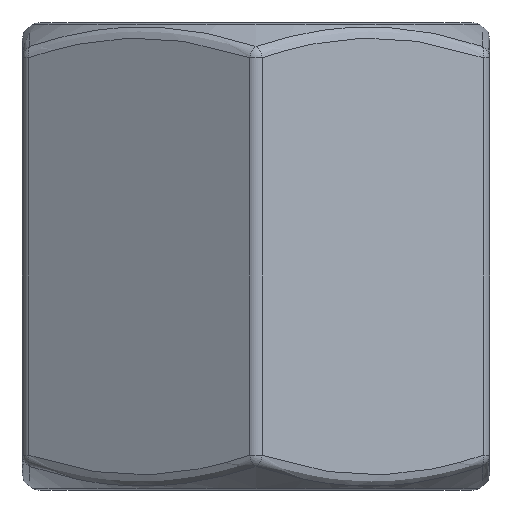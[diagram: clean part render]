
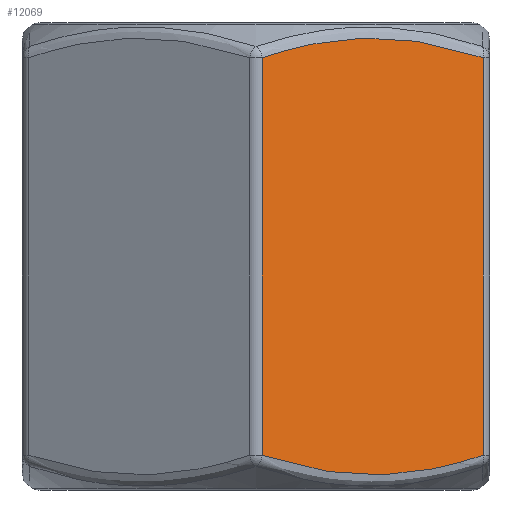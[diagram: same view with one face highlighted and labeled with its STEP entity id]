
A CAD part, front view. The second image highlights one B-rep face of the part: STEP entity #12069.
In plain terms, the highlighted planar face has unit normal (0.5, -0.866, 0).
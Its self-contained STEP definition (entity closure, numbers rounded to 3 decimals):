
#256 = CARTESIAN_POINT ( 'NONE',  ( 8.75, -5.34, 0. ) ) ;
#327 = VECTOR ( 'NONE', #5499, 1000. ) ;
#690 = EDGE_CURVE ( 'NONE', #8826, #7316, #2003, .T. ) ;
#1246 = CARTESIAN_POINT ( 'NONE',  ( 0., -10.392, 0. ) ) ;
#1314 = CARTESIAN_POINT ( 'NONE',  ( 5.213, -7.382, 17.423 ) ) ;
#1384 = CARTESIAN_POINT ( 'NONE',  ( 8.057, -5.741, 16.895 ) ) ;
#1640 = CARTESIAN_POINT ( 'NONE',  ( 8.056, -5.741, 1.105 ) ) ;
#1770 = CARTESIAN_POINT ( 'NONE',  ( 7.357, -6.145, 0.915 ) ) ;
#2003 = LINE ( 'NONE', #4092, #11749 ) ;
#2855 = CARTESIAN_POINT ( 'NONE',  ( 0.25, -10.248, 1.337 ) ) ;
#2988 = FACE_OUTER_BOUND ( 'NONE', #8971, .T. ) ;
#3313 = ORIENTED_EDGE ( 'NONE', *, *, #11786, .T. ) ;
#3690 = CARTESIAN_POINT ( 'NONE',  ( 0.942, -9.848, 16.894 ) ) ;
#4092 = CARTESIAN_POINT ( 'NONE',  ( 0.25, -10.248, 0. ) ) ;
#4183 = PLANE ( 'NONE',  #11081 ) ;
#4398 = LINE ( 'NONE', #256, #327 ) ;
#4518 = CARTESIAN_POINT ( 'NONE',  ( 5.935, -6.966, 17.351 ) ) ;
#4800 = CARTESIAN_POINT ( 'NONE',  ( 7.356, -6.145, 17.086 ) ) ;
#5272 = DIRECTION ( 'NONE',  ( 0., 0., -1. ) ) ;
#5499 = DIRECTION ( 'NONE',  ( 0., 0., 1. ) ) ;
#5561 = CARTESIAN_POINT ( 'NONE',  ( 1.64, -9.445, 17.085 ) ) ;
#5888 = CARTESIAN_POINT ( 'NONE',  ( 8.75, -5.34, 1.337 ) ) ;
#6074 = ORIENTED_EDGE ( 'NONE', *, *, #690, .T. ) ;
#6183 = B_SPLINE_CURVE_WITH_KNOTS ( 'NONE', 3,
 ( #6871, #12391, #9057, #11207, #10305, #12265, #9195, #13320, #11341, #1770, #1640, #5888 ),
 .UNSPECIFIED., .F., .F.,
 ( 4, 2, 2, 2, 2, 4 ),
 ( 0., 0.002, 0.004, 0.005, 0.007, 0.01 ),
 .UNSPECIFIED. ) ;
#6456 = CARTESIAN_POINT ( 'NONE',  ( 0.25, -10.248, 16.663 ) ) ;
#6790 = CARTESIAN_POINT ( 'NONE',  ( 8.75, -5.34, 1.337 ) ) ;
#6871 = CARTESIAN_POINT ( 'NONE',  ( 0.25, -10.248, 1.337 ) ) ;
#7021 = VERTEX_POINT ( 'NONE', #6790 ) ;
#7058 = ORIENTED_EDGE ( 'NONE', *, *, #12105, .T. ) ;
#7316 = VERTEX_POINT ( 'NONE', #2855 ) ;
#7465 = DIRECTION ( 'NONE',  ( 0.5, -0.866, 0. ) ) ;
#7607 = DIRECTION ( 'NONE',  ( 0.866, 0.5, 0. ) ) ;
#8203 = B_SPLINE_CURVE_WITH_KNOTS ( 'NONE', 3,
 ( #9920, #1384, #4800, #4518, #1314, #13209, #9849, #12083, #12012, #5561, #3690, #13139 ),
 .UNSPECIFIED., .F., .F.,
 ( 4, 2, 2, 2, 2, 4 ),
 ( 0., 0.002, 0.005, 0.006, 0.007, 0.01 ),
 .UNSPECIFIED. ) ;
#8323 = ORIENTED_EDGE ( 'NONE', *, *, #13652, .T. ) ;
#8826 = VERTEX_POINT ( 'NONE', #6456 ) ;
#8971 = EDGE_LOOP ( 'NONE', ( #6074, #3313, #7058, #8323 ) ) ;
#9057 = CARTESIAN_POINT ( 'NONE',  ( 1.645, -9.442, 0.914 ) ) ;
#9195 = CARTESIAN_POINT ( 'NONE',  ( 4.147, -7.998, 0.577 ) ) ;
#9518 = CARTESIAN_POINT ( 'NONE',  ( 8.75, -5.34, 16.663 ) ) ;
#9849 = CARTESIAN_POINT ( 'NONE',  ( 3.77, -8.216, 17.404 ) ) ;
#9920 = CARTESIAN_POINT ( 'NONE',  ( 8.75, -5.34, 16.663 ) ) ;
#10305 = CARTESIAN_POINT ( 'NONE',  ( 3.066, -8.622, 0.664 ) ) ;
#11081 = AXIS2_PLACEMENT_3D ( 'NONE', #1246, #7465, #7607 ) ;
#11207 = CARTESIAN_POINT ( 'NONE',  ( 2.709, -8.828, 0.715 ) ) ;
#11341 = CARTESIAN_POINT ( 'NONE',  ( 5.945, -6.96, 0.65 ) ) ;
#11749 = VECTOR ( 'NONE', #5272, 1000. ) ;
#11786 = EDGE_CURVE ( 'NONE', #7316, #7021, #6183, .T. ) ;
#12012 = CARTESIAN_POINT ( 'NONE',  ( 2.699, -8.834, 17.283 ) ) ;
#12069 = ADVANCED_FACE ( 'NONE', ( #2988 ), #4183, .T. ) ;
#12083 = CARTESIAN_POINT ( 'NONE',  ( 3.055, -8.629, 17.335 ) ) ;
#12105 = EDGE_CURVE ( 'NONE', #7021, #12560, #4398, .T. ) ;
#12265 = CARTESIAN_POINT ( 'NONE',  ( 3.784, -8.208, 0.595 ) ) ;
#12391 = CARTESIAN_POINT ( 'NONE',  ( 0.945, -9.847, 1.105 ) ) ;
#12560 = VERTEX_POINT ( 'NONE', #9518 ) ;
#13139 = CARTESIAN_POINT ( 'NONE',  ( 0.25, -10.248, 16.663 ) ) ;
#13209 = CARTESIAN_POINT ( 'NONE',  ( 4.131, -8.007, 17.422 ) ) ;
#13320 = CARTESIAN_POINT ( 'NONE',  ( 5.231, -7.372, 0.578 ) ) ;
#13652 = EDGE_CURVE ( 'NONE', #12560, #8826, #8203, .T. ) ;
